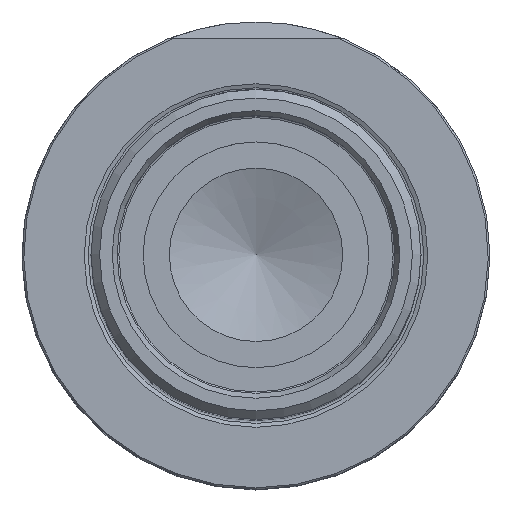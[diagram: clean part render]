
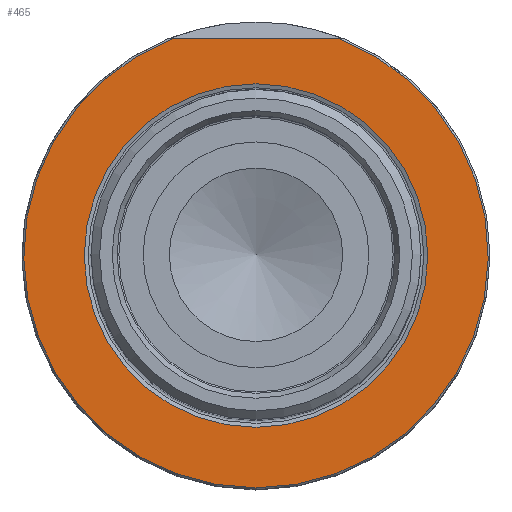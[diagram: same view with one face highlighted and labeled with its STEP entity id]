
A CAD part, top view. The second image highlights one B-rep face of the part: STEP entity #465.
In plain terms, the highlighted planar face has unit normal (0, 0, 1).
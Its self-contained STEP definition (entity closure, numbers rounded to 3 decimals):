
#233=PLANE('',#4618);
#339=FACE_BOUND('',#1002,.T.);
#340=FACE_BOUND('',#1003,.T.);
#465=ADVANCED_FACE('CN_SU_1',(#339,#340),#233,.F.);
#1002=EDGE_LOOP('',(#2193));
#1003=EDGE_LOOP('',(#2194,#2195));
#1298=CIRCLE('',#4616,19.821);
#1299=CIRCLE('',#4617,26.8);
#1432=LINE('',#6917,#1658);
#1658=VECTOR('',#5201,1.);
#2193=ORIENTED_EDGE('',*,*,#3822,.F.);
#2194=ORIENTED_EDGE('',*,*,#3806,.T.);
#2195=ORIENTED_EDGE('',*,*,#3823,.T.);
#3370=VERTEX_POINT('',#6918);
#3371=VERTEX_POINT('',#6919);
#3384=VERTEX_POINT('',#6957);
#3806=EDGE_CURVE('',#3370,#3371,#1432,.T.);
#3822=EDGE_CURVE('',#3384,#3384,#1298,.T.);
#3823=EDGE_CURVE('',#3371,#3370,#1299,.T.);
#4616=AXIS2_PLACEMENT_3D('',#6956,#5229,#5230);
#4617=AXIS2_PLACEMENT_3D('',#6958,#5231,#5232);
#4618=AXIS2_PLACEMENT_3D('',#6959,#5233,#5234);
#5201=DIRECTION('',(-1.,0.,0.));
#5229=DIRECTION('',(0.,0.,1.));
#5230=DIRECTION('',(1.,0.,0.));
#5231=DIRECTION('',(0.,0.,1.));
#5232=DIRECTION('',(-1.,0.,0.));
#5233=DIRECTION('',(0.,0.,-1.));
#5234=DIRECTION('',(-1.,0.,0.));
#6917=CARTESIAN_POINT('',(50.,25.,0.));
#6918=CARTESIAN_POINT('',(9.656,25.,0.));
#6919=CARTESIAN_POINT('',(-9.656,25.,0.));
#6956=CARTESIAN_POINT('',(0.,0.,0.));
#6957=CARTESIAN_POINT('',(19.821,0.,0.));
#6958=CARTESIAN_POINT('',(0.,0.,0.));
#6959=CARTESIAN_POINT('',(0.,-27.,0.));
